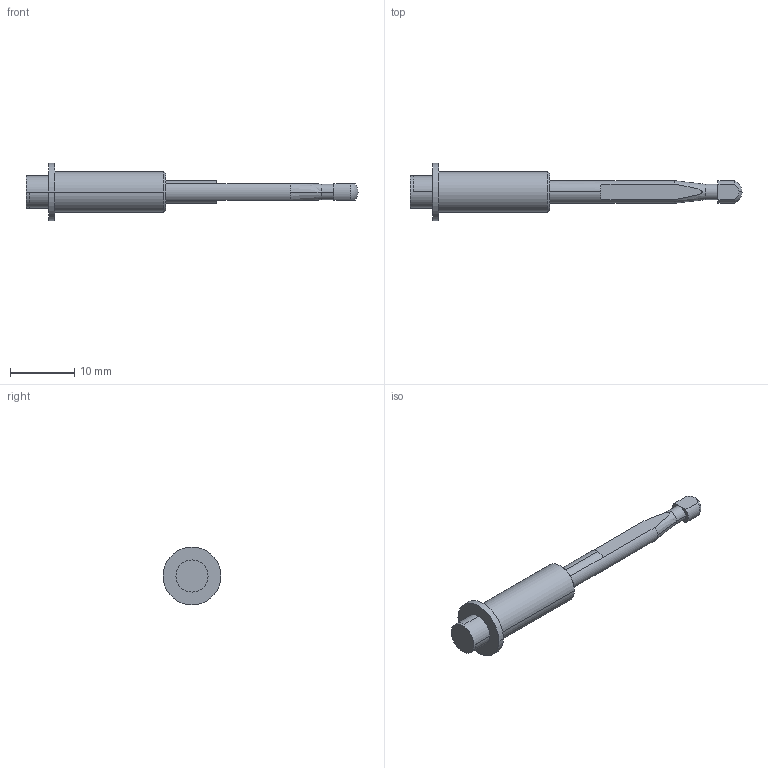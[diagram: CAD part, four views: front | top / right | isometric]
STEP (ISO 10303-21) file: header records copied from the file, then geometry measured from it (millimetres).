
FILE_DESCRIPTION (( 'STEP AP214' ), '1' );
FILE_NAME ('Axe_Spincast_v1.STEP', '2023-09-19T12:27:54', ( '' ), ( '' ), 'SwSTEP 2.0', 'SolidWorks 2020', '' );
FILE_SCHEMA (( 'AUTOMOTIVE_DESIGN' ));
Length unit declared in the file: millimetre
Products named in the file (4): VAJ315_ASM.stp; Axe_Spincast_v1; asm-082spincast_asm-9-12.stp; VAJ015.stp
Assembly tree (3 placements, depth 4):
  Axe_Spincast_v1
    asm-082spincast_asm-9-12.stp
      VAJ315_ASM.stp
        VAJ015.stp
Bounding box: 51.64 x 9 x 9 mm (x, y, z)
Volume: 901.2 mm3; surface area: 850 mm2
Topology: 1 solids, 1 shells, 32 faces, 75 edges, 49 vertices
Faces by surface type: cylinder 15, plane 11, cone 4, sphere 2
Entity records: 1141 total; most frequent: CARTESIAN_POINT 254, DIRECTION 195, ORIENTED_EDGE 150, AXIS2_PLACEMENT_3D 82, EDGE_CURVE 75, VERTEX_POINT 49, CIRCLE 42, EDGE_LOOP 36
